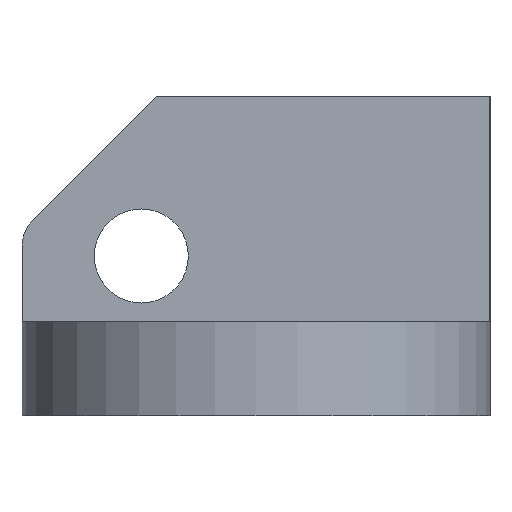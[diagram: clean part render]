
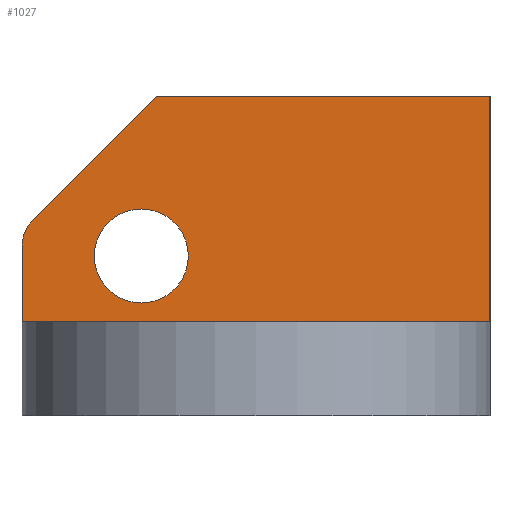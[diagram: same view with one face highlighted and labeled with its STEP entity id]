
A CAD part, left-side view. The second image highlights one B-rep face of the part: STEP entity #1027.
In plain terms, the highlighted planar face has unit normal (-1, 0, 0).
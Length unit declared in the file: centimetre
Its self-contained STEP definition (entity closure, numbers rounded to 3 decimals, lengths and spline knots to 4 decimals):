
#19=FACE_BOUND('',#134,.T.);
#29=PLANE('',#1110);
#76=FACE_OUTER_BOUND('',#133,.T.);
#133=EDGE_LOOP('',(#737,#738,#739,#740,#741,#742));
#134=EDGE_LOOP('',(#743));
#193=LINE('',#1507,#310);
#198=LINE('',#1527,#315);
#199=LINE('',#1529,#316);
#200=LINE('',#1531,#317);
#201=LINE('',#1534,#318);
#310=VECTOR('',#1214,1.);
#315=VECTOR('',#1235,0.4);
#316=VECTOR('',#1236,0.4);
#317=VECTOR('',#1237,0.4);
#318=VECTOR('',#1240,0.4);
#425=CIRCLE('',#1093,0.1001);
#436=CIRCLE('',#1111,0.08);
#459=VERTEX_POINT('',#1484);
#466=VERTEX_POINT('',#1501);
#467=VERTEX_POINT('',#1503);
#474=VERTEX_POINT('',#1526);
#475=VERTEX_POINT('',#1528);
#476=VERTEX_POINT('',#1530);
#477=VERTEX_POINT('',#1532);
#558=EDGE_CURVE('',#459,#459,#425,.T.);
#569=EDGE_CURVE('',#467,#466,#193,.T.);
#578=EDGE_CURVE('',#474,#466,#198,.T.);
#579=EDGE_CURVE('',#475,#474,#199,.T.);
#580=EDGE_CURVE('',#476,#475,#200,.T.);
#581=EDGE_CURVE('',#477,#476,#436,.T.);
#582=EDGE_CURVE('',#467,#477,#201,.T.);
#737=ORIENTED_EDGE('',*,*,#569,.T.);
#738=ORIENTED_EDGE('',*,*,#578,.F.);
#739=ORIENTED_EDGE('',*,*,#579,.F.);
#740=ORIENTED_EDGE('',*,*,#580,.F.);
#741=ORIENTED_EDGE('',*,*,#581,.F.);
#742=ORIENTED_EDGE('',*,*,#582,.F.);
#743=ORIENTED_EDGE('',*,*,#558,.T.);
#1027=ADVANCED_FACE('',(#76,#19),#29,.F.);
#1093=AXIS2_PLACEMENT_3D('',#1485,#1190,#1191);
#1110=AXIS2_PLACEMENT_3D('',#1525,#1233,#1234);
#1111=AXIS2_PLACEMENT_3D('',#1533,#1238,#1239);
#1190=DIRECTION('center_axis',(1.,0.,0.));
#1191=DIRECTION('ref_axis',(0.,1.,0.));
#1214=DIRECTION('',(0.,-1.,0.));
#1233=DIRECTION('center_axis',(1.,0.,0.));
#1234=DIRECTION('ref_axis',(0.,-1.,0.));
#1235=DIRECTION('',(0.,0.,-1.));
#1236=DIRECTION('',(0.,-1.,0.));
#1237=DIRECTION('',(0.,-0.707,0.707));
#1238=DIRECTION('center_axis',(1.,0.,0.));
#1239=DIRECTION('ref_axis',(0.,0.,-1.));
#1240=DIRECTION('',(0.,0.,1.));
#1484=CARTESIAN_POINT('',(-1.3,0.7704,1.21));
#1485=CARTESIAN_POINT('Origin',(-1.3,0.8704,1.21));
#1501=CARTESIAN_POINT('',(-1.3,0.1281,1.07));
#1503=CARTESIAN_POINT('',(-1.3,1.1244,1.07));
#1507=CARTESIAN_POINT('',(-1.3,0.6029,1.07));
#1525=CARTESIAN_POINT('Origin',(-1.3,0.5795,1.2014));
#1526=CARTESIAN_POINT('',(-1.3,0.1281,1.55));
#1527=CARTESIAN_POINT('',(-1.3,0.1281,1.55));
#1528=CARTESIAN_POINT('',(-1.3,0.8384,1.55));
#1529=CARTESIAN_POINT('',(-1.3,0.8384,1.55));
#1530=CARTESIAN_POINT('',(-1.3,1.101,1.2874));
#1531=CARTESIAN_POINT('',(-1.3,1.101,1.2874));
#1532=CARTESIAN_POINT('',(-1.3,1.1244,1.2309));
#1533=CARTESIAN_POINT('Origin',(-1.3,1.0444,1.2309));
#1534=CARTESIAN_POINT('',(-1.3,1.1244,0.95));
